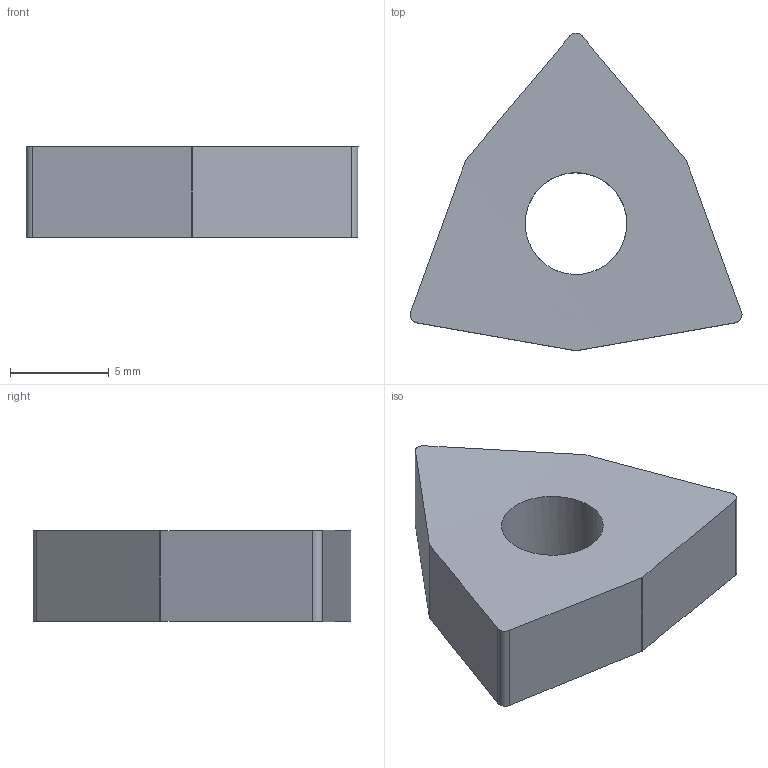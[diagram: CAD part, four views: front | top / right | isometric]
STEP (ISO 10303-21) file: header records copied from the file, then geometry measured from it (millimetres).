
FILE_DESCRIPTION(/* description */ (''),/* implementation_level */ '2;1');
FILE_NAME(/* name */ 'WNMG080404E_SM_115008191ndi000_00_SIM.stp',/* time_stamp */ '2022-01-17T10:10:23+01:00',/* author */ (''),/* organization */ (''),/* preprocessor_version */ 'ST-DEVELOPER v16.7',/* originating_system */ 'SIEMENS PLM Software NX 12.0',/* authorisation */ '');
FILE_SCHEMA (('AUTOMOTIVE_DESIGN { 1 0 10303 214 3 1 1 1 }'));
Length unit declared in the file: millimetre
Products named in the file (1): pp074B344EA3uhiz
Bounding box: 16.83 x 16.1 x 4.66 mm (x, y, z)
Volume: 661.5 mm3; surface area: 599.3 mm2
Topology: 1 solids, 1 shells, 15 faces, 75 edges, 62 vertices
Faces by surface type: cylinder 7, plane 6, bspline 2
Full cylindrical faces by diameter (mm): 5.16 x1
Entity records: 14138 total; most frequent: CARTESIAN_POINT 13612, ORIENTED_EDGE 148, EDGE_CURVE 74, VERTEX_POINT 62, B_SPLINE_CURVE_WITH_KNOTS 62, DIRECTION 40, EDGE_LOOP 18, ADVANCED_FACE 15
